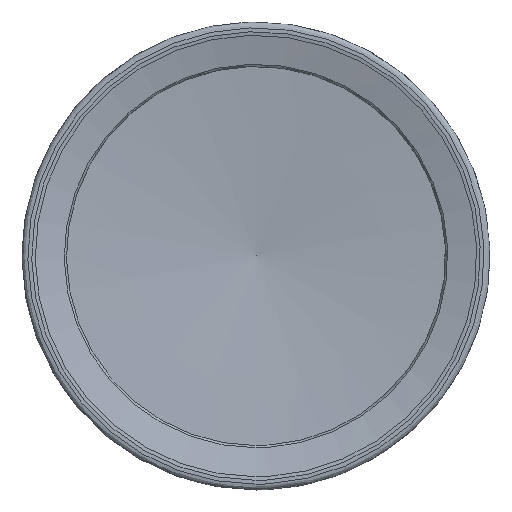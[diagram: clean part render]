
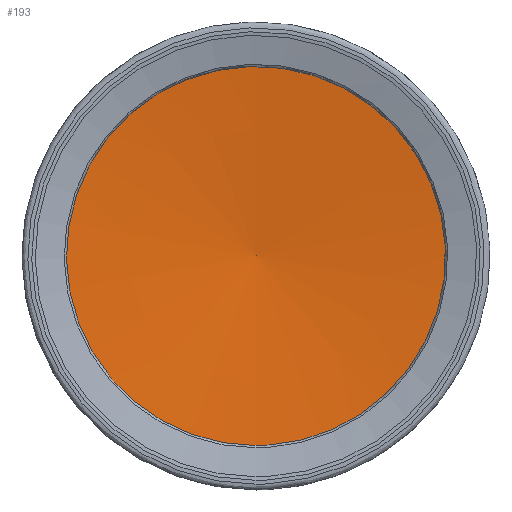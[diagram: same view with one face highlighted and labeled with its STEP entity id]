
A CAD part, left-side view. The second image highlights one B-rep face of the part: STEP entity #193.
In plain terms, the highlighted conical face has half-angle 85 degrees and reference radius 25.72 mm.
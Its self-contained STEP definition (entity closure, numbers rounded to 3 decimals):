
#98=VERTEX_LOOP('',#351);
#108=CONICAL_SURFACE('',#474,25.72,85.);
#145=FACE_BOUND('',#242,.T.);
#146=FACE_BOUND('',#98,.T.);
#193=ADVANCED_FACE('',(#145,#146),#108,.F.);
#242=EDGE_LOOP('',(#304));
#304=ORIENTED_EDGE('',*,*,#382,.F.);
#350=VERTEX_POINT('',#658);
#351=VERTEX_POINT('',#660);
#382=EDGE_CURVE('',#350,#350,#413,.T.);
#413=CIRCLE('',#472,25.72);
#472=AXIS2_PLACEMENT_3D('',#657,#554,#555);
#474=AXIS2_PLACEMENT_3D('',#661,#558,#559);
#554=DIRECTION('',(1.,0.,0.));
#555=DIRECTION('',(0.,0.,1.));
#558=DIRECTION('',(-1.,0.,0.));
#559=DIRECTION('',(0.,0.,1.));
#657=CARTESIAN_POINT('',(1.819,0.,0.));
#658=CARTESIAN_POINT('',(1.819,0.,25.72));
#660=CARTESIAN_POINT('',(4.07,0.,0.));
#661=CARTESIAN_POINT('',(1.819,0.,0.));
